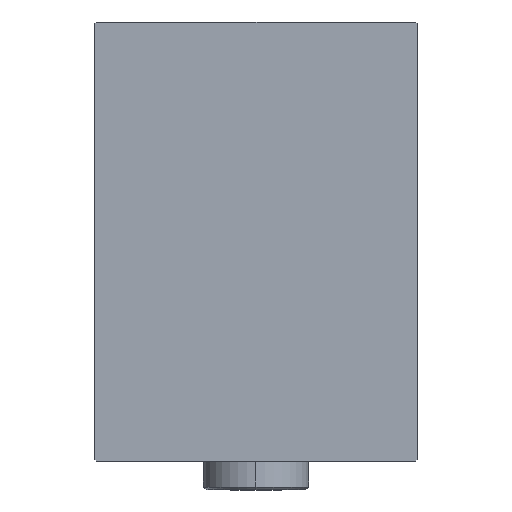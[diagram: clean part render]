
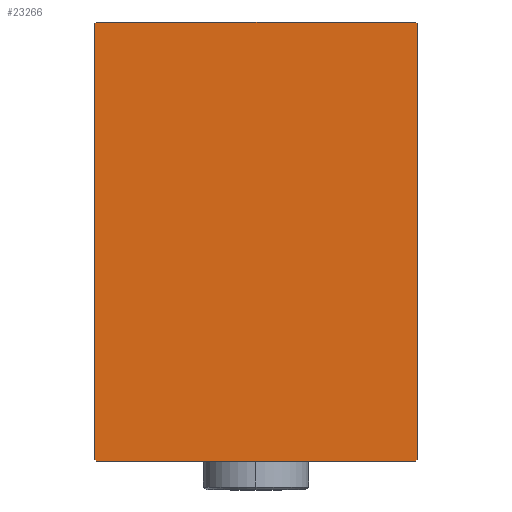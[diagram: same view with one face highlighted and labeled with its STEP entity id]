
A CAD part, left-side view. The second image highlights one B-rep face of the part: STEP entity #23266.
In plain terms, the highlighted face is planar.
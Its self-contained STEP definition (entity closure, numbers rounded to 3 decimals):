
#799 = CARTESIAN_POINT ( 'NONE',  ( 75., 27.5, 37.5 ) ) ;
#1339 = CARTESIAN_POINT ( 'NONE',  ( 75., -27.5, 37.2 ) ) ;
#1884 = VERTEX_POINT ( 'NONE', #10646 ) ;
#2560 = DIRECTION ( 'NONE',  ( 0., 0., -1. ) ) ;
#2991 = CARTESIAN_POINT ( 'NONE',  ( 75., 27.5, -37.5 ) ) ;
#6584 = EDGE_CURVE ( 'NONE', #43238, #34536, #45346, .T. ) ;
#6681 = VECTOR ( 'NONE', #7666, 1000. ) ;
#7197 = VECTOR ( 'NONE', #18567, 1000. ) ;
#7666 = DIRECTION ( 'NONE',  ( 0., -1., 0. ) ) ;
#9058 = ORIENTED_EDGE ( 'NONE', *, *, #45939, .T. ) ;
#9225 = EDGE_CURVE ( 'NONE', #20385, #1884, #42725, .T. ) ;
#10646 = CARTESIAN_POINT ( 'NONE',  ( 75., 27.5, 37.2 ) ) ;
#11024 = PLANE ( 'NONE',  #31668 ) ;
#11167 = ORIENTED_EDGE ( 'NONE', *, *, #26428, .T. ) ;
#11191 = VERTEX_POINT ( 'NONE', #23633 ) ;
#11269 = DIRECTION ( 'NONE',  ( 0., 0., -1. ) ) ;
#11322 = VECTOR ( 'NONE', #2560, 1000. ) ;
#12131 = CARTESIAN_POINT ( 'NONE',  ( 75., 27.2, 37.5 ) ) ;
#13458 = VECTOR ( 'NONE', #38372, 1000. ) ;
#14121 = CARTESIAN_POINT ( 'NONE',  ( 75., -27.5, 37.5 ) ) ;
#14646 = ORIENTED_EDGE ( 'NONE', *, *, #6584, .T. ) ;
#16678 = ORIENTED_EDGE ( 'NONE', *, *, #9225, .T. ) ;
#17946 = EDGE_CURVE ( 'NONE', #1884, #19559, #29738, .T. ) ;
#18567 = DIRECTION ( 'NONE',  ( 0., -0.707, -0.707 ) ) ;
#18804 = CARTESIAN_POINT ( 'NONE',  ( 75., -32.35, 32.35 ) ) ;
#18847 = FACE_OUTER_BOUND ( 'NONE', #45508, .T. ) ;
#19071 = CARTESIAN_POINT ( 'NONE',  ( 75., 0., 0. ) ) ;
#19554 = CARTESIAN_POINT ( 'NONE',  ( 75., 27.5, -37.2 ) ) ;
#19559 = VERTEX_POINT ( 'NONE', #12131 ) ;
#19976 = LINE ( 'NONE', #41745, #25281 ) ;
#20385 = VERTEX_POINT ( 'NONE', #19554 ) ;
#20487 = DIRECTION ( 'NONE',  ( 0., 0.707, -0.707 ) ) ;
#21228 = LINE ( 'NONE', #14121, #11322 ) ;
#21982 = EDGE_CURVE ( 'NONE', #34536, #40075, #27471, .T. ) ;
#22428 = VECTOR ( 'NONE', #45120, 1000. ) ;
#22705 = CARTESIAN_POINT ( 'NONE',  ( 75., -27.5, -37.2 ) ) ;
#23266 = ADVANCED_FACE ( 'NONE', ( #18847 ), #11024, .T. ) ;
#23633 = CARTESIAN_POINT ( 'NONE',  ( 75., -27.2, 37.5 ) ) ;
#24565 = ORIENTED_EDGE ( 'NONE', *, *, #21982, .T. ) ;
#25281 = VECTOR ( 'NONE', #41521, 1000. ) ;
#26428 = EDGE_CURVE ( 'NONE', #43574, #43238, #21228, .T. ) ;
#27471 = LINE ( 'NONE', #27936, #13458 ) ;
#27936 = CARTESIAN_POINT ( 'NONE',  ( 75., -27.5, -37.5 ) ) ;
#29738 = LINE ( 'NONE', #30683, #22428 ) ;
#30683 = CARTESIAN_POINT ( 'NONE',  ( 75., 32.35, 32.35 ) ) ;
#31253 = EDGE_CURVE ( 'NONE', #40075, #20385, #19976, .T. ) ;
#31668 = AXIS2_PLACEMENT_3D ( 'NONE', #19071, #40372, #11269 ) ;
#31718 = ORIENTED_EDGE ( 'NONE', *, *, #17946, .T. ) ;
#33795 = EDGE_CURVE ( 'NONE', #11191, #43574, #40818, .T. ) ;
#33796 = CARTESIAN_POINT ( 'NONE',  ( 75., 27.2, -37.5 ) ) ;
#34536 = VERTEX_POINT ( 'NONE', #41720 ) ;
#35149 = CARTESIAN_POINT ( 'NONE',  ( 75., -32.35, -32.35 ) ) ;
#38153 = VECTOR ( 'NONE', #42278, 1000. ) ;
#38372 = DIRECTION ( 'NONE',  ( 0., 1., 0. ) ) ;
#40075 = VERTEX_POINT ( 'NONE', #33796 ) ;
#40372 = DIRECTION ( 'NONE',  ( 1., 0., 0. ) ) ;
#40801 = LINE ( 'NONE', #799, #6681 ) ;
#40818 = LINE ( 'NONE', #18804, #7197 ) ;
#41521 = DIRECTION ( 'NONE',  ( 0., 0.707, 0.707 ) ) ;
#41720 = CARTESIAN_POINT ( 'NONE',  ( 75., -27.2, -37.5 ) ) ;
#41745 = CARTESIAN_POINT ( 'NONE',  ( 75., 32.35, -32.35 ) ) ;
#42278 = DIRECTION ( 'NONE',  ( 0., 0., 1. ) ) ;
#42612 = VECTOR ( 'NONE', #20487, 1000. ) ;
#42725 = LINE ( 'NONE', #2991, #38153 ) ;
#43238 = VERTEX_POINT ( 'NONE', #22705 ) ;
#43574 = VERTEX_POINT ( 'NONE', #1339 ) ;
#43750 = ORIENTED_EDGE ( 'NONE', *, *, #33795, .T. ) ;
#45120 = DIRECTION ( 'NONE',  ( 0., -0.707, 0.707 ) ) ;
#45346 = LINE ( 'NONE', #35149, #42612 ) ;
#45508 = EDGE_LOOP ( 'NONE', ( #24565, #46411, #16678, #31718, #9058, #43750, #11167, #14646 ) ) ;
#45939 = EDGE_CURVE ( 'NONE', #19559, #11191, #40801, .T. ) ;
#46411 = ORIENTED_EDGE ( 'NONE', *, *, #31253, .T. ) ;
